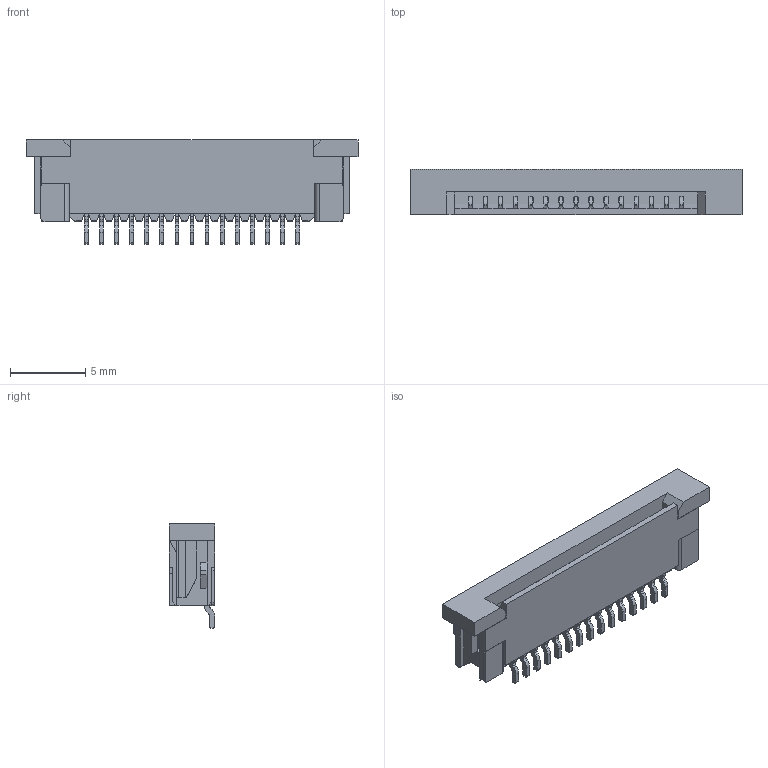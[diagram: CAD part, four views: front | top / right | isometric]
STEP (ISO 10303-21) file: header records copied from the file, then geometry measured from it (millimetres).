
FILE_DESCRIPTION( ( 'STEP AP214' ), '1' );
FILE_NAME( 'ZF1-15-01-T-WT.stp', '2021-01-08T11:33:54', ( 'License CC BY-ND 4.0' ), ( 'CADENAS' ), ' ', 'PARTsolutions', ' ' );
FILE_SCHEMA( ( 'AUTOMOTIVE_DESIGN { 1 0 10303 214 1 1 1 1 }' ) );
Length unit declared in the file: inch
Products named in the file (6): ZF1-15-01-T-WT; _ZF1-15-01-WT_housing; _ZF1-15-01-WT_wt; _ZF1-15-01-WT_contact; _ZF1-01_CS2; _ZF1-01_cs
Assembly tree (5 placements, depth 2):
  ZF1-15-01-T-WT
    _ZF1-15-01-WT_housing
    _ZF1-15-01-WT_wt
    _ZF1-15-01-WT_contact
    _ZF1-01_CS2
    _ZF1-01_cs
Bounding box: 22.01 x 3.01 x 6.91 mm (x, y, z)
Volume: 220.1 mm3; surface area: 1062 mm2
Topology: 5 solids, 5 shells, 1347 faces, 4071 edges, 2650 vertices
Faces by surface type: plane 963, cylinder 384
Entity records: 56307 total; most frequent: ORIENTED_EDGE 8142, CARTESIAN_POINT 8074, DIRECTION 7601, EDGE_CURVE 4071, LINE 3247, VECTOR 3247, VERTEX_POINT 2650, AXIS2_PLACEMENT_3D 2177
